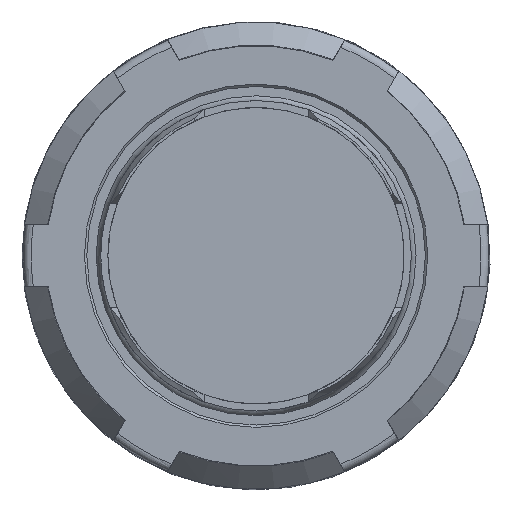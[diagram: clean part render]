
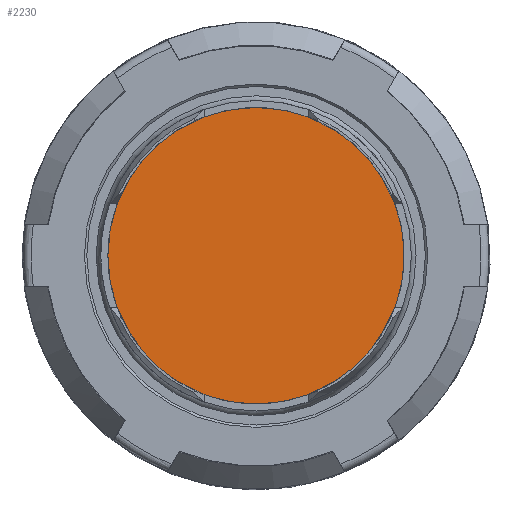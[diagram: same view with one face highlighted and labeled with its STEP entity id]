
A CAD part, front view. The second image highlights one B-rep face of the part: STEP entity #2230.
In plain terms, the highlighted face is planar.
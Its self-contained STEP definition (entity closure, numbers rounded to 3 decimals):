
#386=ORIENTED_EDGE('',*,*,#957,.T.);
#957=EDGE_CURVE('',#1248,#1248,#1445,.T.);
#1248=VERTEX_POINT('',#3221);
#1445=CIRCLE('',#2373,9.5);
#1563=EDGE_LOOP('',(#386));
#1705=FACE_BOUND('',#1563,.T.);
#1829=PLANE('',#2372);
#2230=ADVANCED_FACE('',(#1705),#1829,.F.);
#2372=AXIS2_PLACEMENT_3D('',#3219,#2642,#2643);
#2373=AXIS2_PLACEMENT_3D('',#3220,#2644,#2645);
#2642=DIRECTION('',(-1.,0.,0.));
#2643=DIRECTION('',(0.,0.,1.));
#2644=DIRECTION('',(1.,0.,0.));
#2645=DIRECTION('',(0.,0.,-1.));
#3219=CARTESIAN_POINT('',(11.15,9.5,0.));
#3220=CARTESIAN_POINT('',(11.15,0.,0.));
#3221=CARTESIAN_POINT('',(11.15,0.,-9.5));
